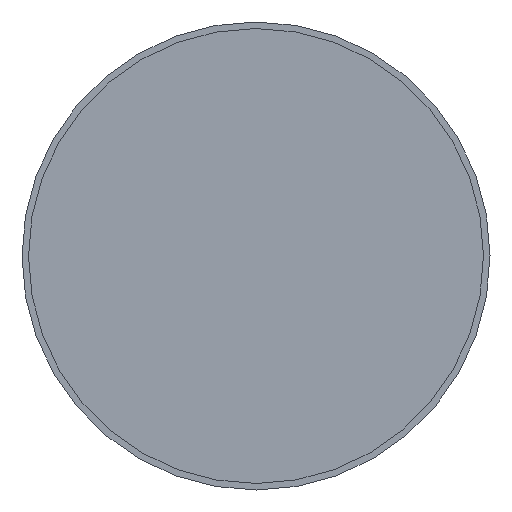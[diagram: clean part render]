
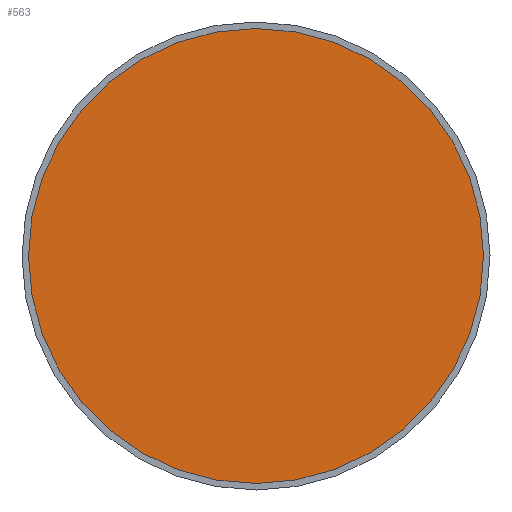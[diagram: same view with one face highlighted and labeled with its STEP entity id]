
A CAD part, front view. The second image highlights one B-rep face of the part: STEP entity #563.
In plain terms, the highlighted planar face has unit normal (0, -1, 0).
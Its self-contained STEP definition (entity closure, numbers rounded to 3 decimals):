
#87=FACE_OUTER_BOUND('',#119,.T.);
#119=EDGE_LOOP('',(#399,#400));
#167=CIRCLE('',#639,35.);
#168=CIRCLE('',#640,35.);
#221=VERTEX_POINT('',#939);
#222=VERTEX_POINT('',#940);
#288=EDGE_CURVE('',#221,#222,#167,.T.);
#289=EDGE_CURVE('',#222,#221,#168,.T.);
#399=ORIENTED_EDGE('',*,*,#288,.T.);
#400=ORIENTED_EDGE('',*,*,#289,.T.);
#514=PLANE('',#642);
#563=ADVANCED_FACE('',(#87),#514,.T.);
#639=AXIS2_PLACEMENT_3D('',#941,#766,#767);
#640=AXIS2_PLACEMENT_3D('',#942,#768,#769);
#642=AXIS2_PLACEMENT_3D('',#944,#772,#773);
#766=DIRECTION('center_axis',(0.,-1.,0.));
#767=DIRECTION('ref_axis',(1.,0.,0.002));
#768=DIRECTION('center_axis',(0.,-1.,0.));
#769=DIRECTION('ref_axis',(1.,0.,0.002));
#772=DIRECTION('center_axis',(0.,-1.,0.));
#773=DIRECTION('ref_axis',(0.002,0.,-1.));
#939=CARTESIAN_POINT('',(35.,-32.,0.064));
#940=CARTESIAN_POINT('',(-0.064,-32.,35.));
#941=CARTESIAN_POINT('Origin',(0.,-32.,0.));
#942=CARTESIAN_POINT('Origin',(0.,-32.,0.));
#944=CARTESIAN_POINT('Origin',(17.5,-32.,0.032));
